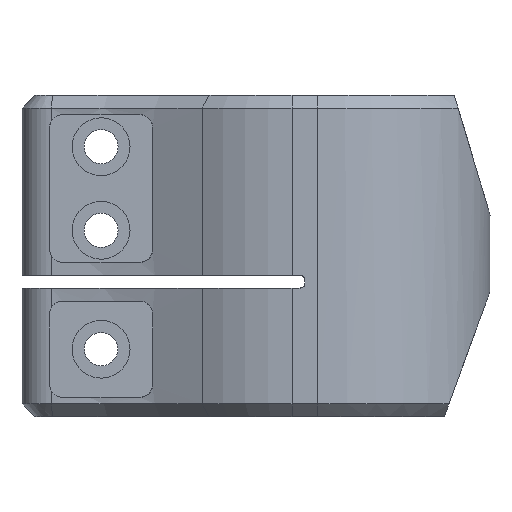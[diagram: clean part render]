
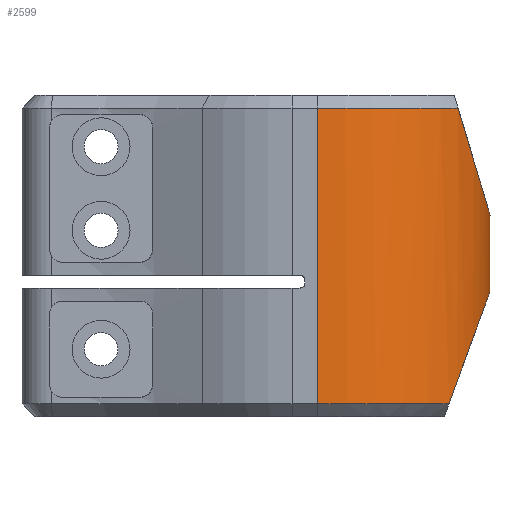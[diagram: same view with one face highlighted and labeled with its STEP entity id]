
A CAD part, front view. The second image highlights one B-rep face of the part: STEP entity #2599.
In plain terms, the highlighted cylindrical face has radius 26.8 mm (diameter 53.6 mm), a partial arc.
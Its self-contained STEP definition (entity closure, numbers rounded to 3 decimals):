
#10 = AXIS2_PLACEMENT_3D ( 'NONE', #1663, #2720, #1411 ) ;
#81 = DIRECTION ( 'NONE',  ( 0., 0., 1. ) ) ;
#88 = CIRCLE ( 'NONE', #2558, 26.8 ) ;
#101 = ORIENTED_EDGE ( 'NONE', *, *, #1268, .T. ) ;
#113 = ORIENTED_EDGE ( 'NONE', *, *, #2435, .T. ) ;
#126 = AXIS2_PLACEMENT_3D ( 'NONE', #828, #3266, #2774 ) ;
#132 = ORIENTED_EDGE ( 'NONE', *, *, #3139, .T. ) ;
#178 = CIRCLE ( 'NONE', #10, 26.8 ) ;
#429 = CARTESIAN_POINT ( 'NONE',  ( 2., 0., 50. ) ) ;
#434 = EDGE_CURVE ( 'NONE', #2569, #1311, #1507, .T. ) ;
#807 = AXIS2_PLACEMENT_3D ( 'NONE', #429, #2323, #2567 ) ;
#828 = CARTESIAN_POINT ( 'NONE',  ( 2., 0., 2. ) ) ;
#860 = EDGE_CURVE ( 'NONE', #2569, #1197, #920, .T. ) ;
#920 =( BOUNDED_CURVE ( )  B_SPLINE_CURVE ( 3, ( #2297, #2575, #1756, #995 ),
 .UNSPECIFIED., .F., .F. ) 
 B_SPLINE_CURVE_WITH_KNOTS ( ( 4, 4 ),
 ( 2.438, 3.846 ),
 .UNSPECIFIED. ) 
 CURVE ( )  GEOMETRIC_REPRESENTATION_ITEM ( )  RATIONAL_B_SPLINE_CURVE ( ( 1., 0.841, 0.841, 1. ) ) 
 REPRESENTATION_ITEM ( '' )  );
#921 = CARTESIAN_POINT ( 'NONE',  ( 23.845, 15.525, 48. ) ) ;
#995 = CARTESIAN_POINT ( 'NONE',  ( 22.428, -17.348, 2. ) ) ;
#1021 = CARTESIAN_POINT ( 'NONE',  ( 23.845, 15.525, 48. ) ) ;
#1024 = CARTESIAN_POINT ( 'NONE',  ( 2., 0., 48. ) ) ;
#1058 = CARTESIAN_POINT ( 'NONE',  ( 2., 26.8, 50. ) ) ;
#1124 = VERTEX_POINT ( 'NONE', #1021 ) ;
#1197 = VERTEX_POINT ( 'NONE', #2196 ) ;
#1203 = VERTEX_POINT ( 'NONE', #3319 ) ;
#1268 = EDGE_CURVE ( 'NONE', #2529, #1124, #178, .T. ) ;
#1311 = VERTEX_POINT ( 'NONE', #1763 ) ;
#1321 = ORIENTED_EDGE ( 'NONE', *, *, #434, .T. ) ;
#1340 = VERTEX_POINT ( 'NONE', #3199 ) ;
#1357 = LINE ( 'NONE', #2115, #1803 ) ;
#1411 = DIRECTION ( 'NONE',  ( 1., 0., 0. ) ) ;
#1442 = CARTESIAN_POINT ( 'NONE',  ( 23.845, -15.525, 48. ) ) ;
#1448 = CARTESIAN_POINT ( 'NONE',  ( 30.684, -5.902, 25.033 ) ) ;
#1507 = CIRCLE ( 'NONE', #2472, 26.8 ) ;
#1519 = CIRCLE ( 'NONE', #126, 26.8 ) ;
#1662 = VERTEX_POINT ( 'NONE', #1442 ) ;
#1663 = CARTESIAN_POINT ( 'NONE',  ( 2., 0., 48. ) ) ;
#1730 = CYLINDRICAL_SURFACE ( 'NONE', #807, 26.8 ) ;
#1756 = CARTESIAN_POINT ( 'NONE',  ( 31.324, -6.872, 26.442 ) ) ;
#1763 = CARTESIAN_POINT ( 'NONE',  ( 2., 26.8, 2. ) ) ;
#1802 = ORIENTED_EDGE ( 'NONE', *, *, #2724, .F. ) ;
#1803 = VECTOR ( 'NONE', #1850, 1000. ) ;
#1850 = DIRECTION ( 'NONE',  ( 0., 0., -1. ) ) ;
#1921 = DIRECTION ( 'NONE',  ( 1., 0., 0. ) ) ;
#2013 = CARTESIAN_POINT ( 'NONE',  ( 30.684, 5.902, 25.033 ) ) ;
#2104 = DIRECTION ( 'NONE',  ( 0., 0., -1. ) ) ;
#2115 = CARTESIAN_POINT ( 'NONE',  ( 2., -26.8, 50. ) ) ;
#2196 = CARTESIAN_POINT ( 'NONE',  ( 22.428, -17.348, 2. ) ) ;
#2297 = CARTESIAN_POINT ( 'NONE',  ( 22.428, 17.348, 2. ) ) ;
#2323 = DIRECTION ( 'NONE',  ( 0., 0., -1. ) ) ;
#2366 = DIRECTION ( 'NONE',  ( 0., 0., -1. ) ) ;
#2375 = ORIENTED_EDGE ( 'NONE', *, *, #860, .F. ) ;
#2409 = DIRECTION ( 'NONE',  ( 1., 0., 0. ) ) ;
#2422 = ORIENTED_EDGE ( 'NONE', *, *, #3011, .T. ) ;
#2435 = EDGE_CURVE ( 'NONE', #1662, #1340, #88, .T. ) ;
#2472 = AXIS2_PLACEMENT_3D ( 'NONE', #3333, #81, #1921 ) ;
#2498 = CARTESIAN_POINT ( 'NONE',  ( 2., 26.8, 48. ) ) ;
#2529 = VERTEX_POINT ( 'NONE', #2498 ) ;
#2558 = AXIS2_PLACEMENT_3D ( 'NONE', #1024, #2104, #2409 ) ;
#2567 = DIRECTION ( 'NONE',  ( -1., 0., 0. ) ) ;
#2569 = VERTEX_POINT ( 'NONE', #3303 ) ;
#2575 = CARTESIAN_POINT ( 'NONE',  ( 31.324, 6.872, 26.442 ) ) ;
#2599 = ADVANCED_FACE ( 'NONE', ( #3387 ), #1730, .T. ) ;
#2720 = DIRECTION ( 'NONE',  ( 0., 0., -1. ) ) ;
#2722 =( BOUNDED_CURVE ( )  B_SPLINE_CURVE ( 3, ( #2832, #1448, #2013, #921 ),
 .UNSPECIFIED., .F., .T. ) 
 B_SPLINE_CURVE_WITH_KNOTS ( ( 4, 4 ),
 ( 5.665, 6.901 ),
 .UNSPECIFIED. ) 
 CURVE ( )  GEOMETRIC_REPRESENTATION_ITEM ( )  RATIONAL_B_SPLINE_CURVE ( ( 1., 0.877, 0.877, 1. ) ) 
 REPRESENTATION_ITEM ( '' )  );
#2724 = EDGE_CURVE ( 'NONE', #1662, #1124, #2722, .T. ) ;
#2734 = ORIENTED_EDGE ( 'NONE', *, *, #2814, .F. ) ;
#2774 = DIRECTION ( 'NONE',  ( 1., 0., 0. ) ) ;
#2814 = EDGE_CURVE ( 'NONE', #2529, #1311, #2912, .T. ) ;
#2832 = CARTESIAN_POINT ( 'NONE',  ( 23.845, -15.525, 48. ) ) ;
#2912 = LINE ( 'NONE', #1058, #3394 ) ;
#3011 = EDGE_CURVE ( 'NONE', #1340, #1203, #1357, .T. ) ;
#3139 = EDGE_CURVE ( 'NONE', #1203, #1197, #1519, .T. ) ;
#3199 = CARTESIAN_POINT ( 'NONE',  ( 2., -26.8, 48. ) ) ;
#3266 = DIRECTION ( 'NONE',  ( 0., 0., 1. ) ) ;
#3295 = EDGE_LOOP ( 'NONE', ( #2375, #1321, #2734, #101, #1802, #113, #2422, #132 ) ) ;
#3303 = CARTESIAN_POINT ( 'NONE',  ( 22.428, 17.348, 2. ) ) ;
#3319 = CARTESIAN_POINT ( 'NONE',  ( 2., -26.8, 2. ) ) ;
#3333 = CARTESIAN_POINT ( 'NONE',  ( 2., 0., 2. ) ) ;
#3387 = FACE_OUTER_BOUND ( 'NONE', #3295, .T. ) ;
#3394 = VECTOR ( 'NONE', #2366, 1000. ) ;
